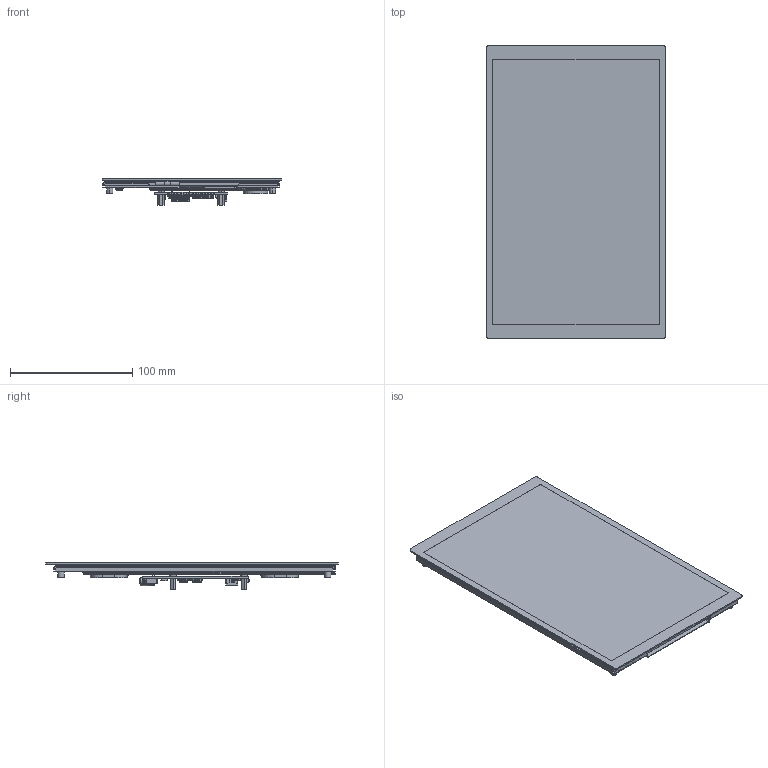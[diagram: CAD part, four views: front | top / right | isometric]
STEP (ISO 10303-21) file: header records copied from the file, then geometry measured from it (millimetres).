
FILE_DESCRIPTION( ('This file contains a STEP AP42 implementation' ,'as created by ZW3D STEP Interface translator.' ,'') ,'2;1' );
FILE_NAME( '10_1EP-CAPLCD.stp' ,'241113.10 210', (''), ('ZWCAD Software Co.'), 'Version 1.0', 'ZW3D to STEP translator', '' );
FILE_SCHEMA(('AUTOMOTIVE_DESIGN { 1 0 10303 214 1 1 1 1 }'));
Length unit declared in the file: millimetre
Products named in the file (14): 0; 10_1EP-CAPLCD; 10_1INCH-FHD-LCD-PCBA_ASM; 10_1INCH-FHD-LCD-PCB; HDMI-CONNECTOR; TYPE-C_16PIN-9X3X7_3; HEX_STUDS-M2_5XH9XL4; FH12-6PIN-0_5SH_TP-CONNECTOR; 40PIN-0_5SH_LCD_CONNECTOR; J1_CUI_DEVICES_SJ2-35894D-SMT-T; FPC0_5MM-20PIN-000; HP2_0-3PIN-SMT; HP1_25MMX4PIN-SMT; SWITCH-7X3_3X3_5
Assembly tree (20 placements, depth 3):
  0
  10_1EP-CAPLCD
    10_1INCH-FHD-LCD-PCBA_ASM
      10_1INCH-FHD-LCD-PCB
      HDMI-CONNECTOR
      TYPE-C_16PIN-9X3X7_3  x2
      HEX_STUDS-M2_5XH9XL4  x4
      FH12-6PIN-0_5SH_TP-CONNECTOR
      40PIN-0_5SH_LCD_CONNECTOR
      J1_CUI_DEVICES_SJ2-35894D-SMT-T
      FPC0_5MM-20PIN-000
      HP2_0-3PIN-SMT
      HP1_25MMX4PIN-SMT  x2
      SWITCH-7X3_3X3_5  x4
Bounding box: 147 x 239 x 21.36 mm (x, y, z)
Volume: 259064.5 mm3; surface area: 118024.9 mm2
Topology: 23 solids, 28 shells, 6374 faces, 18152 edges, 11811 vertices
Faces by surface type: plane 4517, cylinder 1547, bspline 101, torus 89, cone 66, sphere 54
Entity records: 169997 total; most frequent: CARTESIAN_POINT 35775, ORIENTED_EDGE 27940, DIRECTION 25597, EDGE_CURVE 13970, VECTOR 11223, LINE 11223, VERTEX_POINT 9132, AXIS2_PLACEMENT_3D 7187
